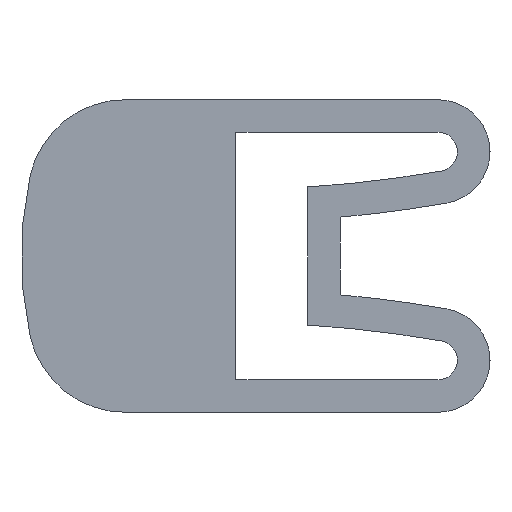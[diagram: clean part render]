
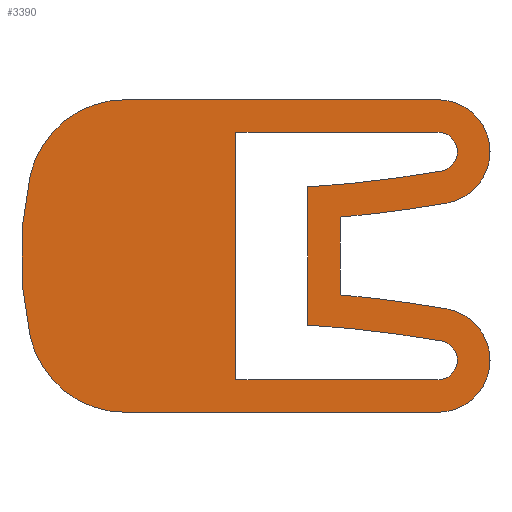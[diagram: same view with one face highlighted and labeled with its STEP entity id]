
A CAD part, left-side view. The second image highlights one B-rep face of the part: STEP entity #3390.
In plain terms, the highlighted face is planar.
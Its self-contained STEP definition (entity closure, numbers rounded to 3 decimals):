
#1740=CARTESIAN_POINT('',(-137.263,645.581,0.));
#1750=DIRECTION('',(0.,0.,1.));
#1760=DIRECTION('',(1.,0.,0.));
#1770=AXIS2_PLACEMENT_3D('',#1740,#1750,#1760);
#1780=PLANE('',#1770);
#1790=CARTESIAN_POINT('',(-137.863,643.408,0.));
#1800=DIRECTION('',(0.,0.,1.));
#1810=DIRECTION('',(1.,0.,0.));
#1820=AXIS2_PLACEMENT_3D('',#1790,#1800,#1810);
#1830=CIRCLE('',#1820,0.3);
#1840=CARTESIAN_POINT('',(-138.159,643.356,0.));
#1850=VERTEX_POINT('',#1840);
#1860=CARTESIAN_POINT('',(-137.563,643.408,0.));
#1870=VERTEX_POINT('',#1860);
#1880=EDGE_CURVE('',#1850,#1870,#1830,.T.);
#1890=ORIENTED_EDGE('',*,*,#1880,.T.);
#1900=CARTESIAN_POINT('',(-119.939,646.564,0.));
#1910=DIRECTION('',(0.,0.,1.));
#1920=DIRECTION('',(1.,0.,0.));
#1930=AXIS2_PLACEMENT_3D('',#1900,#1910,#1920);
#1940=CIRCLE('',#1930,18.5);
#1950=CARTESIAN_POINT('',(-138.403,645.408,0.));
#1960=VERTEX_POINT('',#1950);
#1970=EDGE_CURVE('',#1960,#1850,#1940,.T.);
#1980=ORIENTED_EDGE('',*,*,#1970,.T.);
#1990=CARTESIAN_POINT('',(-138.239,645.408,0.));
#2000=DIRECTION('',(-1.,0.,0.));
#2010=VECTOR('',#2000,1.);
#2020=LINE('',#1990,#2010);
#2030=CARTESIAN_POINT('',(-140.524,645.408,0.));
#2040=VERTEX_POINT('',#2030);
#2050=EDGE_CURVE('',#1960,#2040,#2020,.T.);
#2060=ORIENTED_EDGE('',*,*,#2050,.F.);
#2070=CARTESIAN_POINT('',(-158.987,646.564,0.));
#2080=DIRECTION('',(0.,0.,-1.));
#2090=DIRECTION('',(-1.,0.,0.));
#2100=AXIS2_PLACEMENT_3D('',#2070,#2080,#2090);
#2110=CIRCLE('',#2100,18.5);
#2120=CARTESIAN_POINT('',(-140.768,643.356,0.));
#2130=VERTEX_POINT('',#2120);
#2140=EDGE_CURVE('',#2040,#2130,#2110,.T.);
#2150=ORIENTED_EDGE('',*,*,#2140,.F.);
#2160=CARTESIAN_POINT('',(-141.063,643.408,0.));
#2170=DIRECTION('',(0.,0.,-1.));
#2180=DIRECTION('',(-1.,0.,0.));
#2190=AXIS2_PLACEMENT_3D('',#2160,#2170,#2180);
#2200=CIRCLE('',#2190,0.3);
#2210=CARTESIAN_POINT('',(-141.363,643.408,0.));
#2220=VERTEX_POINT('',#2210);
#2230=EDGE_CURVE('',#2130,#2220,#2200,.T.);
#2240=ORIENTED_EDGE('',*,*,#2230,.F.);
#2250=CARTESIAN_POINT('',(-141.363,644.308,0.));
#2260=DIRECTION('',(0.,1.,0.));
#2270=VECTOR('',#2260,1.);
#2280=LINE('',#2250,#2270);
#2290=CARTESIAN_POINT('',(-141.363,646.508,0.));
#2300=VERTEX_POINT('',#2290);
#2310=EDGE_CURVE('',#2220,#2300,#2280,.T.);
#2320=ORIENTED_EDGE('',*,*,#2310,.F.);
#2330=CARTESIAN_POINT('',(-137.455,646.508,0.));
#2340=DIRECTION('',(-1.,0.,0.));
#2350=VECTOR('',#2340,1.);
#2360=LINE('',#2330,#2350);
#2370=CARTESIAN_POINT('',(-137.563,646.508,0.));
#2380=VERTEX_POINT('',#2370);
#2390=EDGE_CURVE('',#2380,#2300,#2360,.T.);
#2400=ORIENTED_EDGE('',*,*,#2390,.T.);
#2410=CARTESIAN_POINT('',(-137.563,644.308,0.));
#2420=DIRECTION('',(0.,1.,0.));
#2430=VECTOR('',#2420,1.);
#2440=LINE('',#2410,#2430);
#2450=EDGE_CURVE('',#1870,#2380,#2440,.T.);
#2460=ORIENTED_EDGE('',*,*,#2450,.T.);
#2470=EDGE_LOOP('',(#2460,#2400,#2320,#2240,#2150,#2060,#1980,#1890));
#2480=FACE_BOUND('',#2470,.T.);
#2490=CARTESIAN_POINT('',(-138.563,648.206,0.));
#2500=DIRECTION('',(0.,0.,1.));
#2510=DIRECTION('',(1.,0.,0.));
#2520=AXIS2_PLACEMENT_3D('',#2490,#2500,#2510);
#2530=CIRCLE('',#2520,1.5);
#2540=CARTESIAN_POINT('',(-137.063,648.206,0.));
#2550=VERTEX_POINT('',#2540);
#2560=CARTESIAN_POINT('',(-138.226,649.667,0.));
#2570=VERTEX_POINT('',#2560);
#2580=EDGE_CURVE('',#2550,#2570,#2530,.T.);
#2590=ORIENTED_EDGE('',*,*,#2580,.F.);
#2600=CARTESIAN_POINT('',(-139.463,644.308,0.));
#2610=DIRECTION('',(0.,0.,1.));
#2620=DIRECTION('',(1.,0.,0.));
#2630=AXIS2_PLACEMENT_3D('',#2600,#2610,#2620);
#2640=CIRCLE('',#2630,5.5);
#2650=CARTESIAN_POINT('',(-140.701,649.667,0.));
#2660=VERTEX_POINT('',#2650);
#2670=EDGE_CURVE('',#2570,#2660,#2640,.T.);
#2680=ORIENTED_EDGE('',*,*,#2670,.F.);
#2690=CARTESIAN_POINT('',(-140.363,648.206,0.));
#2700=DIRECTION('',(0.,0.,-1.));
#2710=DIRECTION('',(-1.,0.,0.));
#2720=AXIS2_PLACEMENT_3D('',#2690,#2700,#2710);
#2730=CIRCLE('',#2720,1.5);
#2740=CARTESIAN_POINT('',(-141.863,648.206,0.));
#2750=VERTEX_POINT('',#2740);
#2760=EDGE_CURVE('',#2750,#2660,#2730,.T.);
#2770=ORIENTED_EDGE('',*,*,#2760,.T.);
#2780=CARTESIAN_POINT('',(-141.863,644.308,0.));
#2790=DIRECTION('',(0.,1.,0.));
#2800=VECTOR('',#2790,1.);
#2810=LINE('',#2780,#2800);
#2820=CARTESIAN_POINT('',(-141.863,643.408,0.));
#2830=VERTEX_POINT('',#2820);
#2840=EDGE_CURVE('',#2830,#2750,#2810,.T.);
#2850=ORIENTED_EDGE('',*,*,#2840,.T.);
#2860=CARTESIAN_POINT('',(-141.063,643.408,0.));
#2870=DIRECTION('',(0.,0.,-1.));
#2880=DIRECTION('',(-1.,0.,0.));
#2890=AXIS2_PLACEMENT_3D('',#2860,#2870,#2880);
#2900=CIRCLE('',#2890,0.8);
#2910=CARTESIAN_POINT('',(-140.275,643.27,0.));
#2920=VERTEX_POINT('',#2910);
#2930=EDGE_CURVE('',#2920,#2830,#2900,.T.);
#2940=ORIENTED_EDGE('',*,*,#2930,.T.);
#2950=CARTESIAN_POINT('',(-158.987,646.564,0.));
#2960=DIRECTION('',(0.,0.,-1.));
#2970=DIRECTION('',(-1.,0.,0.));
#2980=AXIS2_PLACEMENT_3D('',#2950,#2960,#2970);
#2990=CIRCLE('',#2980,19.);
#3000=CARTESIAN_POINT('',(-140.061,644.9,0.));
#3010=VERTEX_POINT('',#3000);
#3020=EDGE_CURVE('',#3010,#2920,#2990,.T.);
#3030=ORIENTED_EDGE('',*,*,#3020,.T.);
#3040=CARTESIAN_POINT('',(-139.464,624.908,0.));
#3050=DIRECTION('',(0.,0.,1.));
#3060=DIRECTION('',(1.,0.,0.));
#3070=AXIS2_PLACEMENT_3D('',#3040,#3050,#3060);
#3080=CIRCLE('',#3070,20.);
#3090=CARTESIAN_POINT('',(-138.866,644.899,0.));
#3100=VERTEX_POINT('',#3090);
#3110=EDGE_CURVE('',#3100,#3010,#3080,.T.);
#3120=ORIENTED_EDGE('',*,*,#3110,.T.);
#3130=CARTESIAN_POINT('',(-119.939,646.564,0.));
#3140=DIRECTION('',(0.,0.,1.));
#3150=DIRECTION('',(1.,0.,0.));
#3160=AXIS2_PLACEMENT_3D('',#3130,#3140,#3150);
#3170=CIRCLE('',#3160,19.);
#3180=CARTESIAN_POINT('',(-138.651,643.27,0.));
#3190=VERTEX_POINT('',#3180);
#3200=EDGE_CURVE('',#3100,#3190,#3170,.T.);
#3210=ORIENTED_EDGE('',*,*,#3200,.F.);
#3220=CARTESIAN_POINT('',(-137.863,643.408,0.));
#3230=DIRECTION('',(0.,0.,1.));
#3240=DIRECTION('',(1.,0.,0.));
#3250=AXIS2_PLACEMENT_3D('',#3220,#3230,#3240);
#3260=CIRCLE('',#3250,0.8);
#3270=CARTESIAN_POINT('',(-137.063,643.408,0.));
#3280=VERTEX_POINT('',#3270);
#3290=EDGE_CURVE('',#3190,#3280,#3260,.T.);
#3300=ORIENTED_EDGE('',*,*,#3290,.F.);
#3310=CARTESIAN_POINT('',(-137.063,644.308,0.));
#3320=DIRECTION('',(0.,1.,0.));
#3330=VECTOR('',#3320,1.);
#3340=LINE('',#3310,#3330);
#3350=EDGE_CURVE('',#3280,#2550,#3340,.T.);
#3360=ORIENTED_EDGE('',*,*,#3350,.F.);
#3370=EDGE_LOOP('',(#3360,#3300,#3210,#3120,#3030,#2940,#2850,#2770,
#2680,#2590));
#3380=FACE_OUTER_BOUND('',#3370,.T.);
#3390=ADVANCED_FACE('',(#2480,#3380),#1780,.F.);
